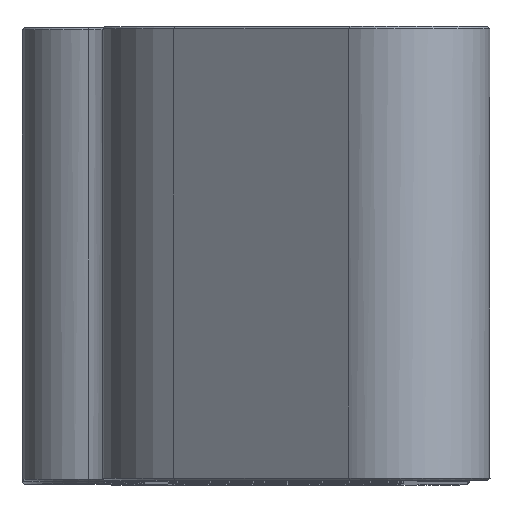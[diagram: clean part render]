
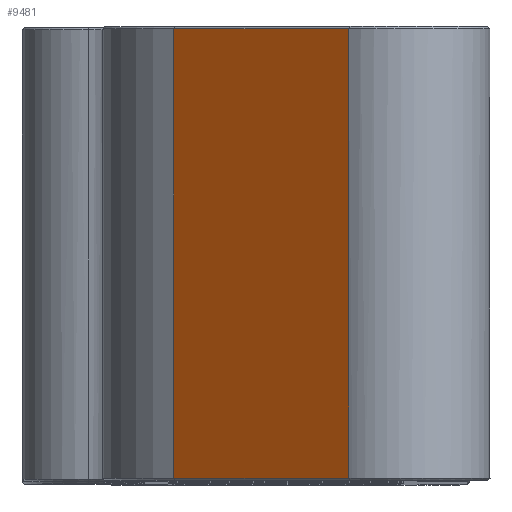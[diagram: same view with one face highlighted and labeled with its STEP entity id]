
A CAD part, top view. The second image highlights one B-rep face of the part: STEP entity #9481.
In plain terms, the highlighted free-form (B-spline) face has degree [1, 1] with [2, 2] control points.
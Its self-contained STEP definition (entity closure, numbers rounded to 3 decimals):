
#7567 = VERTEX_POINT('',#7568);
#7568 = CARTESIAN_POINT('',(3.831,0.266,135.273)
  );
#7573 = EDGE_CURVE('',#7567,#7574,#7576,.T.);
#7574 = VERTEX_POINT('',#7575);
#7575 = CARTESIAN_POINT('',(-18.722,0.266,
    116.768));
#7576 = B_SPLINE_CURVE_WITH_KNOTS('',1,(#7577,#7578),.UNSPECIFIED.,.F.,
  .F.,(2,2),(-77.121,-49.689),.PIECEWISE_BEZIER_KNOTS.);
#7577 = CARTESIAN_POINT('',(3.831,0.266,135.273)
  );
#7578 = CARTESIAN_POINT('',(-18.722,0.266,
    116.768));
#9461 = EDGE_CURVE('',#7574,#9462,#9464,.T.);
#9462 = VERTEX_POINT('',#9463);
#9463 = CARTESIAN_POINT('',(-18.722,58.225,
    116.768));
#9464 = B_SPLINE_CURVE_WITH_KNOTS('',1,(#9465,#9466),.UNSPECIFIED.,.F.,
  .F.,(2,2),(0.25,54.75),.PIECEWISE_BEZIER_KNOTS.);
#9465 = CARTESIAN_POINT('',(-18.722,0.266,
    116.768));
#9466 = CARTESIAN_POINT('',(-18.722,58.225,
    116.768));
#9481 = ADVANCED_FACE('',(#9482),#9498,.T.);
#9482 = FACE_BOUND('',#9483,.T.);
#9483 = EDGE_LOOP('',(#9484,#9485,#9492,#9497));
#9484 = ORIENTED_EDGE('',*,*,#7573,.F.);
#9485 = ORIENTED_EDGE('',*,*,#9486,.T.);
#9486 = EDGE_CURVE('',#7567,#9487,#9489,.T.);
#9487 = VERTEX_POINT('',#9488);
#9488 = CARTESIAN_POINT('',(3.831,58.225,
    135.273));
#9489 = B_SPLINE_CURVE_WITH_KNOTS('',1,(#9490,#9491),.UNSPECIFIED.,.F.,
  .F.,(2,2),(0.25,54.75),.PIECEWISE_BEZIER_KNOTS.);
#9490 = CARTESIAN_POINT('',(3.831,0.266,135.273)
  );
#9491 = CARTESIAN_POINT('',(3.831,58.225,
    135.273));
#9492 = ORIENTED_EDGE('',*,*,#9493,.F.);
#9493 = EDGE_CURVE('',#9462,#9487,#9494,.T.);
#9494 = B_SPLINE_CURVE_WITH_KNOTS('',1,(#9495,#9496),.UNSPECIFIED.,.F.,
  .F.,(2,2),(49.689,77.121),.PIECEWISE_BEZIER_KNOTS.);
#9495 = CARTESIAN_POINT('',(-18.722,58.225,
    116.768));
#9496 = CARTESIAN_POINT('',(3.831,58.225,
    135.273));
#9497 = ORIENTED_EDGE('',*,*,#9461,.F.);
#9498 = B_SPLINE_SURFACE_WITH_KNOTS('',1,1,(
    (#9499,#9500)
    ,(#9501,#9502
    )),.UNSPECIFIED.,.F.,.F.,.F.,(2,2),(2,2),(0.,27.432),(0.25,
    54.75),.PIECEWISE_BEZIER_KNOTS.);
#9499 = CARTESIAN_POINT('',(-18.722,0.266,
    116.768));
#9500 = CARTESIAN_POINT('',(-18.722,58.225,
    116.768));
#9501 = CARTESIAN_POINT('',(3.831,0.266,135.273)
  );
#9502 = CARTESIAN_POINT('',(3.831,58.225,
    135.273));
